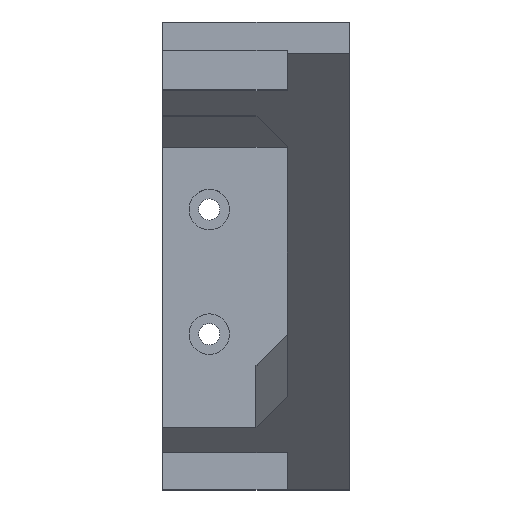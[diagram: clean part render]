
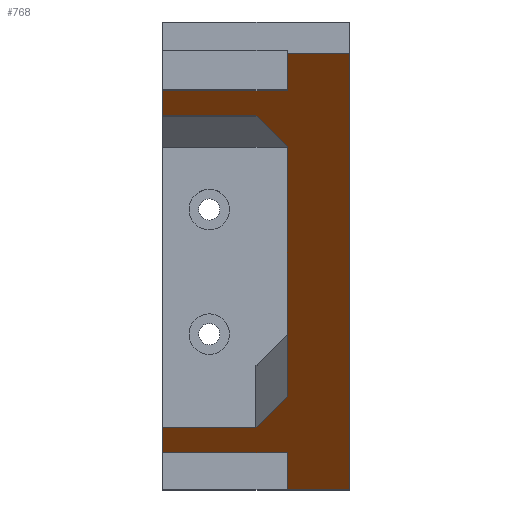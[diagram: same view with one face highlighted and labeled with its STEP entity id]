
A CAD part, top view. The second image highlights one B-rep face of the part: STEP entity #768.
In plain terms, the highlighted face is planar.
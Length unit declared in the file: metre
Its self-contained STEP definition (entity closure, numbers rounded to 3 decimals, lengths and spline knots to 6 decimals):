
#77=ORIENTED_EDGE('',*,*,#274,.F.);
#78=ORIENTED_EDGE('',*,*,#275,.F.);
#79=ORIENTED_EDGE('',*,*,#276,.T.);
#80=ORIENTED_EDGE('',*,*,#277,.T.);
#81=ORIENTED_EDGE('',*,*,#278,.T.);
#82=ORIENTED_EDGE('',*,*,#262,.F.);
#83=ORIENTED_EDGE('',*,*,#279,.T.);
#84=ORIENTED_EDGE('',*,*,#280,.F.);
#85=ORIENTED_EDGE('',*,*,#281,.T.);
#86=ORIENTED_EDGE('',*,*,#282,.T.);
#87=ORIENTED_EDGE('',*,*,#283,.F.);
#88=ORIENTED_EDGE('',*,*,#284,.F.);
#89=ORIENTED_EDGE('',*,*,#267,.T.);
#90=ORIENTED_EDGE('',*,*,#258,.T.);
#258=EDGE_CURVE('',#358,#357,#431,.T.);
#262=EDGE_CURVE('',#361,#362,#435,.T.);
#267=EDGE_CURVE('',#366,#358,#440,.T.);
#274=EDGE_CURVE('',#372,#357,#447,.T.);
#275=EDGE_CURVE('',#373,#372,#448,.T.);
#276=EDGE_CURVE('',#373,#374,#449,.T.);
#277=EDGE_CURVE('',#374,#375,#450,.T.);
#278=EDGE_CURVE('',#375,#362,#451,.T.);
#279=EDGE_CURVE('',#361,#376,#452,.F.);
#280=EDGE_CURVE('',#377,#376,#453,.T.);
#281=EDGE_CURVE('',#377,#378,#454,.T.);
#282=EDGE_CURVE('',#378,#379,#455,.T.);
#283=EDGE_CURVE('',#380,#379,#456,.T.);
#284=EDGE_CURVE('',#366,#380,#457,.T.);
#357=VERTEX_POINT('',#1129);
#358=VERTEX_POINT('',#1131);
#361=VERTEX_POINT('',#1139);
#362=VERTEX_POINT('',#1140);
#366=VERTEX_POINT('',#1150);
#372=VERTEX_POINT('',#1164);
#373=VERTEX_POINT('',#1166);
#374=VERTEX_POINT('',#1168);
#375=VERTEX_POINT('',#1170);
#376=VERTEX_POINT('',#1173);
#377=VERTEX_POINT('',#1175);
#378=VERTEX_POINT('',#1177);
#379=VERTEX_POINT('',#1179);
#380=VERTEX_POINT('',#1181);
#431=LINE('',#1130,#506);
#435=LINE('',#1138,#510);
#440=LINE('',#1149,#515);
#447=LINE('',#1163,#522);
#448=LINE('',#1165,#523);
#449=LINE('',#1167,#524);
#450=LINE('',#1169,#525);
#451=LINE('',#1171,#526);
#452=LINE('',#1172,#527);
#453=LINE('',#1174,#528);
#454=LINE('',#1176,#529);
#455=LINE('',#1178,#530);
#456=LINE('',#1180,#531);
#457=LINE('',#1182,#532);
#506=VECTOR('',#912,1.);
#510=VECTOR('',#918,1.);
#515=VECTOR('',#925,1.);
#522=VECTOR('',#934,1.);
#523=VECTOR('',#935,1.);
#524=VECTOR('',#936,1.);
#525=VECTOR('',#937,1.);
#526=VECTOR('',#938,1.);
#527=VECTOR('',#939,1.);
#528=VECTOR('',#940,1.);
#529=VECTOR('',#941,1.);
#530=VECTOR('',#942,1.);
#531=VECTOR('',#943,1.);
#532=VECTOR('',#944,1.);
#583=EDGE_LOOP('',(#77,#78,#79,#80,#81,#82,#83,#84,#85,#86,#87,#88,#89,
#90));
#660=FACE_BOUND('',#583,.T.);
#736=PLANE('',#839);
#768=ADVANCED_FACE('',(#660),#736,.F.);
#839=AXIS2_PLACEMENT_3D('',#1162,#932,#933);
#912=DIRECTION('',(0.,-1.,0.));
#918=DIRECTION('',(-0.707,0.,0.707));
#925=DIRECTION('',(-0.707,0.,0.707));
#932=DIRECTION('',(-0.707,0.,-0.707));
#933=DIRECTION('',(-0.707,0.,0.707));
#934=DIRECTION('',(-0.707,0.,0.707));
#935=DIRECTION('',(0.,1.,0.));
#936=DIRECTION('',(0.707,0.,-0.707));
#937=DIRECTION('',(0.,1.,0.));
#938=DIRECTION('',(0.577,0.577,-0.577));
#939=DIRECTION('',(-0.577,0.577,0.577));
#940=DIRECTION('',(0.,1.,0.));
#941=DIRECTION('',(0.707,0.,-0.707));
#942=DIRECTION('',(0.,1.,0.));
#943=DIRECTION('',(-0.707,0.,0.707));
#944=DIRECTION('',(0.,-1.,0.));
#1129=CARTESIAN_POINT('',(0.,0.005,0.07));
#1130=CARTESIAN_POINT('',(0.,0.01,0.07));
#1131=CARTESIAN_POINT('',(0.,0.015,0.07));
#1138=CARTESIAN_POINT('',(0.035,0.005,0.035));
#1139=CARTESIAN_POINT('',(0.055,0.005,0.015));
#1140=CARTESIAN_POINT('',(0.015,0.005,0.055));
#1149=CARTESIAN_POINT('',(0.035,0.015,0.035));
#1150=CARTESIAN_POINT('',(0.07,0.015,0.));
#1162=CARTESIAN_POINT('',(0.035,-0.000002,0.035));
#1163=CARTESIAN_POINT('',(0.035,0.005,0.035));
#1164=CARTESIAN_POINT('',(0.006,0.005,0.064));
#1165=CARTESIAN_POINT('',(0.006,-0.015002,0.064));
#1166=CARTESIAN_POINT('',(0.006,-0.015,0.064));
#1167=CARTESIAN_POINT('',(0.035,-0.015,0.035));
#1168=CARTESIAN_POINT('',(0.01,-0.015,0.06));
#1169=CARTESIAN_POINT('',(0.01,-0.015002,0.06));
#1170=CARTESIAN_POINT('',(0.01,0.,0.06));
#1171=CARTESIAN_POINT('',(0.026666,0.016666,0.043334));
#1172=CARTESIAN_POINT('',(0.043334,0.016666,0.026666));
#1173=CARTESIAN_POINT('',(0.06,0.,0.01));
#1174=CARTESIAN_POINT('',(0.06,-0.015002,0.01));
#1175=CARTESIAN_POINT('',(0.06,-0.015,0.01));
#1176=CARTESIAN_POINT('',(0.035,-0.015,0.035));
#1177=CARTESIAN_POINT('',(0.064,-0.015,0.006));
#1178=CARTESIAN_POINT('',(0.064,-0.015002,0.006));
#1179=CARTESIAN_POINT('',(0.064,0.005,0.006));
#1180=CARTESIAN_POINT('',(0.035,0.005,0.035));
#1181=CARTESIAN_POINT('',(0.07,0.005,0.));
#1182=CARTESIAN_POINT('',(0.07,0.01,0.));
